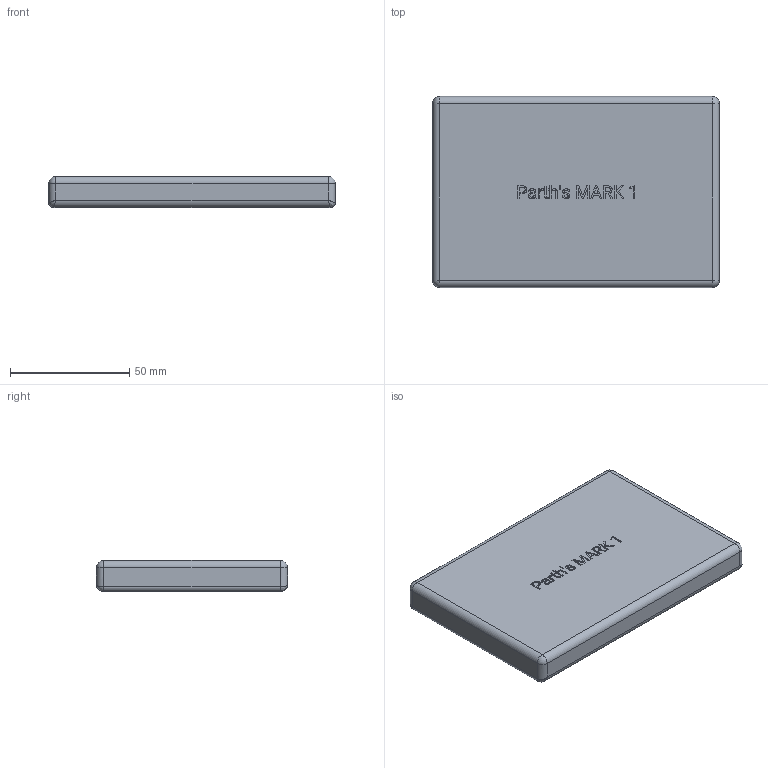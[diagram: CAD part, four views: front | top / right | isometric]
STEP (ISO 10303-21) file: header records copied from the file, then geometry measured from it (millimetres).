
FILE_DESCRIPTION(/* description */ ('STEP AP242 Edition 2','CAx-IF Rec.Pracs.---Representation and Presentation of Product Manufacturing Information (PMI)---4.0---2014-10-13','CAx-IF Rec.Pracs.---3D Tessellated Geometry---0.4---2014-09-14','2;1','CAx-IF Rec.Pracs.---User Defined Attributes---1.5---2016-08-15'),/* implementation_level */ '2;1');
FILE_NAME(/* name */ '694f8892b84c717fecbddc95',/* time_stamp */ '2025-12-27T07:19:47Z',/* author */ (''),/* organization */ (''),/* preprocessor_version */ 'ST-DEVELOPER v20',/* originating_system */ 'ONSHAPE BY PTC INC, 1.208',/* authorisation */ ' ');
FILE_SCHEMA (('AP242_MANAGED_MODEL_BASED_3D_ENGINEERING_MIM_LF { 1 0 10303 442 3 1 4 }'));
Length unit declared in the file: metre
Products named in the file (1): Part 1
Bounding box: 120 x 80 x 13 mm (x, y, z)
Volume: 86122.5 mm3; surface area: 25829 mm2
Topology: 1 solids, 1 shells, 253 faces, 682 edges, 439 vertices
Faces by surface type: plane 144, bspline 75, cylinder 30, sphere 4
Full cylindrical faces by diameter (mm): 6 x4
Entity records: 8047 total; most frequent: CARTESIAN_POINT 2236, ORIENTED_EDGE 1332, DIRECTION 939, EDGE_CURVE 666, LINE 459, VECTOR 459, VERTEX_POINT 435, EDGE_LOOP 273
